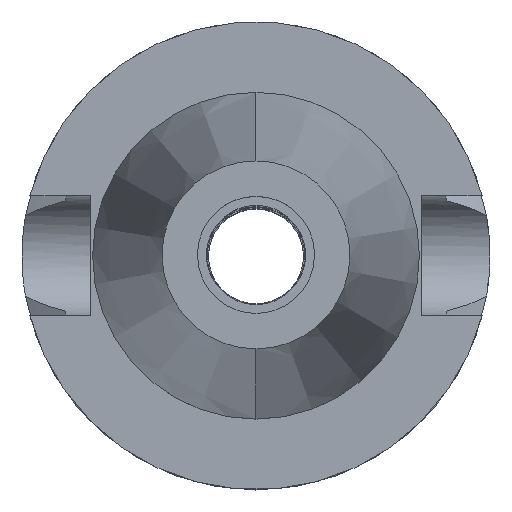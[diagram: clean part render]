
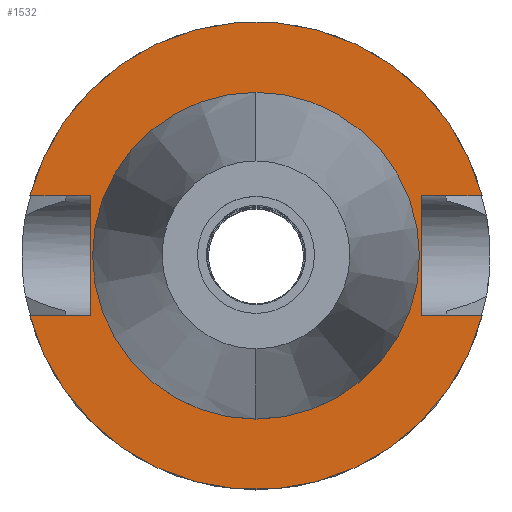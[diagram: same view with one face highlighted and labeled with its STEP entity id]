
A CAD part, top view. The second image highlights one B-rep face of the part: STEP entity #1532.
In plain terms, the highlighted planar face has unit normal (0, 0, 1).
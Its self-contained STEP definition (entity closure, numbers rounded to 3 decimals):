
#2 = DIRECTION ( 'NONE',  ( 0., 0., -1. ) ) ;
#45 = ORIENTED_EDGE ( 'NONE', *, *, #3178, .F. ) ;
#122 = EDGE_CURVE ( 'NONE', #2345, #1380, #2674, .T. ) ;
#246 = CARTESIAN_POINT ( 'NONE',  ( -35.4, 12.85, -3. ) ) ;
#282 = LINE ( 'NONE', #1426, #2787 ) ;
#324 = CIRCLE ( 'NONE', #2044, 50. ) ;
#357 = CARTESIAN_POINT ( 'NONE',  ( 48.321, 12.85, -3. ) ) ;
#368 = ORIENTED_EDGE ( 'NONE', *, *, #2960, .F. ) ;
#613 = DIRECTION ( 'NONE',  ( 0., 1., 0. ) ) ;
#658 = VERTEX_POINT ( 'NONE', #2356 ) ;
#724 = VERTEX_POINT ( 'NONE', #3145 ) ;
#857 = DIRECTION ( 'NONE',  ( 0., -1., 0. ) ) ;
#888 = CARTESIAN_POINT ( 'NONE',  ( 0., 0., -3. ) ) ;
#1048 = DIRECTION ( 'NONE',  ( -1., 0., 0. ) ) ;
#1054 = AXIS2_PLACEMENT_3D ( 'NONE', #3072, #1142, #2291 ) ;
#1063 = EDGE_CURVE ( 'NONE', #724, #1092, #3558, .T. ) ;
#1069 = ORIENTED_EDGE ( 'NONE', *, *, #1063, .F. ) ;
#1092 = VERTEX_POINT ( 'NONE', #3105 ) ;
#1121 = DIRECTION ( 'NONE',  ( -1., 0., 0. ) ) ;
#1142 = DIRECTION ( 'NONE',  ( 0., 0., 1. ) ) ;
#1216 = VECTOR ( 'NONE', #1121, 1000. ) ;
#1217 = ORIENTED_EDGE ( 'NONE', *, *, #3457, .F. ) ;
#1221 = ORIENTED_EDGE ( 'NONE', *, *, #2588, .F. ) ;
#1226 = AXIS2_PLACEMENT_3D ( 'NONE', #3128, #3426, #857 ) ;
#1229 = CARTESIAN_POINT ( 'NONE',  ( 0., 0., -3. ) ) ;
#1367 = CARTESIAN_POINT ( 'NONE',  ( 0., 34.925, -3. ) ) ;
#1373 = CARTESIAN_POINT ( 'NONE',  ( 35.4, 12.85, -3. ) ) ;
#1380 = VERTEX_POINT ( 'NONE', #1367 ) ;
#1387 = DIRECTION ( 'NONE',  ( 1., 0., 0. ) ) ;
#1421 = AXIS2_PLACEMENT_3D ( 'NONE', #2575, #2, #2907 ) ;
#1422 = ORIENTED_EDGE ( 'NONE', *, *, #1780, .T. ) ;
#1426 = CARTESIAN_POINT ( 'NONE',  ( -35.4, -12.85, -3. ) ) ;
#1532 = ADVANCED_FACE ( 'NONE', ( #2030, #3182 ), #1751, .F. ) ;
#1586 = ORIENTED_EDGE ( 'NONE', *, *, #3181, .F. ) ;
#1589 = LINE ( 'NONE', #3596, #2483 ) ;
#1693 = CARTESIAN_POINT ( 'NONE',  ( 35.4, 12.85, -3. ) ) ;
#1744 = LINE ( 'NONE', #246, #1216 ) ;
#1751 = PLANE ( 'NONE',  #1421 ) ;
#1768 = CARTESIAN_POINT ( 'NONE',  ( 35.4, -12.85, -3. ) ) ;
#1778 = CARTESIAN_POINT ( 'NONE',  ( 0., -34.925, -3. ) ) ;
#1780 = EDGE_CURVE ( 'NONE', #658, #1092, #2864, .T. ) ;
#1818 = VECTOR ( 'NONE', #2244, 1000. ) ;
#1886 = DIRECTION ( 'NONE',  ( 1., 0., 0. ) ) ;
#1911 = VERTEX_POINT ( 'NONE', #2895 ) ;
#2020 = ORIENTED_EDGE ( 'NONE', *, *, #2570, .T. ) ;
#2030 = FACE_OUTER_BOUND ( 'NONE', #3592, .T. ) ;
#2044 = AXIS2_PLACEMENT_3D ( 'NONE', #1229, #3194, #2375 ) ;
#2177 = CARTESIAN_POINT ( 'NONE',  ( -35.4, -12.85, -3. ) ) ;
#2244 = DIRECTION ( 'NONE',  ( 0., -1., 0. ) ) ;
#2263 = VECTOR ( 'NONE', #1048, 1000. ) ;
#2267 = CARTESIAN_POINT ( 'NONE',  ( 35.4, 12.85, -3. ) ) ;
#2284 = DIRECTION ( 'NONE',  ( 0., 0., 1. ) ) ;
#2291 = DIRECTION ( 'NONE',  ( 0., -1., 0. ) ) ;
#2345 = VERTEX_POINT ( 'NONE', #1778 ) ;
#2356 = CARTESIAN_POINT ( 'NONE',  ( -35.4, -12.85, -3. ) ) ;
#2375 = DIRECTION ( 'NONE',  ( 0., 1., 0. ) ) ;
#2483 = VECTOR ( 'NONE', #1886, 1000. ) ;
#2543 = LINE ( 'NONE', #2267, #1818 ) ;
#2570 = EDGE_CURVE ( 'NONE', #3287, #3467, #2791, .T. ) ;
#2571 = DIRECTION ( 'NONE',  ( 0., 1., 0. ) ) ;
#2575 = CARTESIAN_POINT ( 'NONE',  ( 0., 0., -3. ) ) ;
#2588 = EDGE_CURVE ( 'NONE', #3287, #2861, #2543, .T. ) ;
#2674 = CIRCLE ( 'NONE', #1054, 34.925 ) ;
#2787 = VECTOR ( 'NONE', #2571, 1000. ) ;
#2791 = LINE ( 'NONE', #1373, #3492 ) ;
#2861 = VERTEX_POINT ( 'NONE', #1768 ) ;
#2864 = LINE ( 'NONE', #2177, #2263 ) ;
#2892 = AXIS2_PLACEMENT_3D ( 'NONE', #888, #2284, #613 ) ;
#2895 = CARTESIAN_POINT ( 'NONE',  ( -35.4, 12.85, -3. ) ) ;
#2907 = DIRECTION ( 'NONE',  ( 0., -1., 0. ) ) ;
#2960 = EDGE_CURVE ( 'NONE', #2861, #724, #1589, .T. ) ;
#3038 = ORIENTED_EDGE ( 'NONE', *, *, #3298, .F. ) ;
#3072 = CARTESIAN_POINT ( 'NONE',  ( 0., 0., -3. ) ) ;
#3105 = CARTESIAN_POINT ( 'NONE',  ( -48.321, -12.85, -3. ) ) ;
#3128 = CARTESIAN_POINT ( 'NONE',  ( 0., 0., -3. ) ) ;
#3145 = CARTESIAN_POINT ( 'NONE',  ( 48.321, -12.85, -3. ) ) ;
#3159 = EDGE_LOOP ( 'NONE', ( #45, #3403 ) ) ;
#3178 = EDGE_CURVE ( 'NONE', #1380, #2345, #3613, .T. ) ;
#3181 = EDGE_CURVE ( 'NONE', #1911, #3353, #1744, .T. ) ;
#3182 = FACE_BOUND ( 'NONE', #3159, .T. ) ;
#3194 = DIRECTION ( 'NONE',  ( 0., 0., -1. ) ) ;
#3287 = VERTEX_POINT ( 'NONE', #1693 ) ;
#3298 = EDGE_CURVE ( 'NONE', #658, #1911, #282, .T. ) ;
#3353 = VERTEX_POINT ( 'NONE', #3529 ) ;
#3403 = ORIENTED_EDGE ( 'NONE', *, *, #122, .F. ) ;
#3426 = DIRECTION ( 'NONE',  ( 0., 0., -1. ) ) ;
#3457 = EDGE_CURVE ( 'NONE', #3353, #3467, #324, .T. ) ;
#3467 = VERTEX_POINT ( 'NONE', #357 ) ;
#3492 = VECTOR ( 'NONE', #1387, 1000. ) ;
#3529 = CARTESIAN_POINT ( 'NONE',  ( -48.321, 12.85, -3. ) ) ;
#3558 = CIRCLE ( 'NONE', #1226, 50. ) ;
#3592 = EDGE_LOOP ( 'NONE', ( #1422, #1069, #368, #1221, #2020, #1217, #1586, #3038 ) ) ;
#3596 = CARTESIAN_POINT ( 'NONE',  ( 35.4, -12.85, -3. ) ) ;
#3613 = CIRCLE ( 'NONE', #2892, 34.925 ) ;
